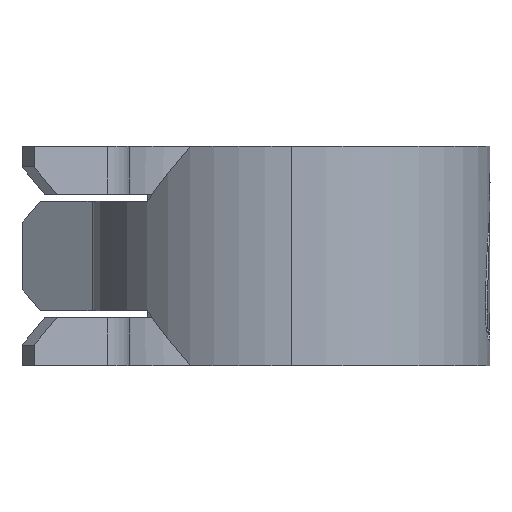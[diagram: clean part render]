
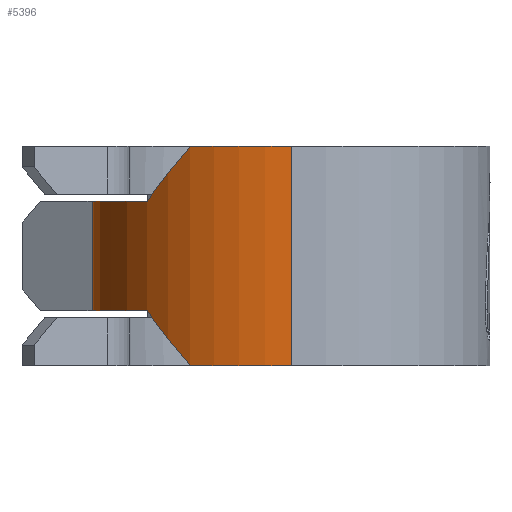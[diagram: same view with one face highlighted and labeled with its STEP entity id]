
A CAD part, left-side view. The second image highlights one B-rep face of the part: STEP entity #5396.
In plain terms, the highlighted cylindrical face has radius 7.25 mm (diameter 14.5 mm), a partial arc.
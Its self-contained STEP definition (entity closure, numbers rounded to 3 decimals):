
#52 = VERTEX_POINT ( 'NONE', #1543 ) ;
#97 = CARTESIAN_POINT ( 'NONE',  ( -5.482, 4.793, -2.678 ) ) ;
#222 = VERTEX_POINT ( 'NONE', #4210 ) ;
#247 = EDGE_CURVE ( 'NONE', #2015, #4145, #3063, .T. ) ;
#317 = VERTEX_POINT ( 'NONE', #5244 ) ;
#331 = DIRECTION ( 'NONE',  ( 1., 0., 0. ) ) ;
#399 = VECTOR ( 'NONE', #1829, 1000. ) ;
#412 = CARTESIAN_POINT ( 'NONE',  ( 2.586, 6.773, -2. ) ) ;
#599 = EDGE_CURVE ( 'NONE', #1405, #52, #2960, .T. ) ;
#650 = CARTESIAN_POINT ( 'NONE',  ( -7.25, 0., 4. ) ) ;
#814 = CARTESIAN_POINT ( 'NONE',  ( -5.482, 4.793, 2.678 ) ) ;
#1033 = CARTESIAN_POINT ( 'NONE',  ( 2.586, 6.773, 4. ) ) ;
#1256 = ORIENTED_EDGE ( 'NONE', *, *, #3627, .T. ) ;
#1309 = CARTESIAN_POINT ( 'NONE',  ( 0., 0., -2. ) ) ;
#1366 = AXIS2_PLACEMENT_3D ( 'NONE', #4931, #2355, #3632 ) ;
#1386 =( BOUNDED_CURVE ( )  B_SPLINE_CURVE ( 3, ( #1809, #2674, #814, #1707 ),
 .UNSPECIFIED., .F., .F. ) 
 B_SPLINE_CURVE_WITH_KNOTS ( ( 4, 4 ),
 ( 4.433, 4.712 ),
 .UNSPECIFIED. ) 
 CURVE ( )  GEOMETRIC_REPRESENTATION_ITEM ( )  RATIONAL_B_SPLINE_CURVE ( ( 1., 0.994, 0.994, 1. ) ) 
 REPRESENTATION_ITEM ( '' )  );
#1405 = VERTEX_POINT ( 'NONE', #1831 ) ;
#1443 = ORIENTED_EDGE ( 'NONE', *, *, #3869, .T. ) ;
#1543 = CARTESIAN_POINT ( 'NONE',  ( -7.25, 0., 4. ) ) ;
#1583 = CIRCLE ( 'NONE', #4382, 7.25 ) ;
#1701 = CARTESIAN_POINT ( 'NONE',  ( -4.991, 5.259, 2. ) ) ;
#1707 = CARTESIAN_POINT ( 'NONE',  ( -4.991, 5.259, 2. ) ) ;
#1733 = CARTESIAN_POINT ( 'NONE',  ( -5.904, 4.262, -3.349 ) ) ;
#1763 = CARTESIAN_POINT ( 'NONE',  ( -6.248, 3.678, -4. ) ) ;
#1777 = DIRECTION ( 'NONE',  ( 0., 0., -1. ) ) ;
#1809 = CARTESIAN_POINT ( 'NONE',  ( -6.248, 3.678, 4. ) ) ;
#1829 = DIRECTION ( 'NONE',  ( 0., 0., -1. ) ) ;
#1831 = CARTESIAN_POINT ( 'NONE',  ( -6.248, 3.678, 4. ) ) ;
#1899 = ORIENTED_EDGE ( 'NONE', *, *, #5157, .F. ) ;
#2006 = DIRECTION ( 'NONE',  ( 1., 0., 0. ) ) ;
#2015 = VERTEX_POINT ( 'NONE', #2161 ) ;
#2044 = DIRECTION ( 'NONE',  ( 0., 0., 1. ) ) ;
#2161 = CARTESIAN_POINT ( 'NONE',  ( 2.586, 6.773, 2. ) ) ;
#2280 = EDGE_CURVE ( 'NONE', #52, #2515, #4070, .T. ) ;
#2355 = DIRECTION ( 'NONE',  ( 0., 0., -1. ) ) ;
#2440 = DIRECTION ( 'NONE',  ( 1., 0., 0. ) ) ;
#2515 = VERTEX_POINT ( 'NONE', #2660 ) ;
#2518 = CIRCLE ( 'NONE', #4343, 7.25 ) ;
#2627 = CARTESIAN_POINT ( 'NONE',  ( -4.991, 5.259, -2. ) ) ;
#2660 = CARTESIAN_POINT ( 'NONE',  ( -7.25, 0., -4. ) ) ;
#2674 = CARTESIAN_POINT ( 'NONE',  ( -5.904, 4.262, 3.349 ) ) ;
#2762 = VERTEX_POINT ( 'NONE', #1701 ) ;
#2873 = AXIS2_PLACEMENT_3D ( 'NONE', #4638, #5034, #2006 ) ;
#2960 = CIRCLE ( 'NONE', #2873, 7.25 ) ;
#2967 = ORIENTED_EDGE ( 'NONE', *, *, #3294, .F. ) ;
#3063 = LINE ( 'NONE', #1033, #5131 ) ;
#3102 = AXIS2_PLACEMENT_3D ( 'NONE', #1309, #3616, #4304 ) ;
#3294 = EDGE_CURVE ( 'NONE', #317, #4145, #4289, .T. ) ;
#3348 = ORIENTED_EDGE ( 'NONE', *, *, #599, .F. ) ;
#3362 = ORIENTED_EDGE ( 'NONE', *, *, #247, .T. ) ;
#3582 = ORIENTED_EDGE ( 'NONE', *, *, #2280, .F. ) ;
#3616 = DIRECTION ( 'NONE',  ( 0., 0., -1. ) ) ;
#3627 = EDGE_CURVE ( 'NONE', #222, #2515, #1583, .T. ) ;
#3632 = DIRECTION ( 'NONE',  ( -1., 0., 0. ) ) ;
#3869 = EDGE_CURVE ( 'NONE', #317, #222, #3910, .T. ) ;
#3910 =( BOUNDED_CURVE ( )  B_SPLINE_CURVE ( 3, ( #2627, #97, #1733, #1763 ),
 .UNSPECIFIED., .F., .T. ) 
 B_SPLINE_CURVE_WITH_KNOTS ( ( 4, 4 ),
 ( 4.712, 4.992 ),
 .UNSPECIFIED. ) 
 CURVE ( )  GEOMETRIC_REPRESENTATION_ITEM ( )  RATIONAL_B_SPLINE_CURVE ( ( 1., 0.994, 0.994, 1. ) ) 
 REPRESENTATION_ITEM ( '' )  );
#4070 = LINE ( 'NONE', #650, #399 ) ;
#4074 = EDGE_CURVE ( 'NONE', #1405, #2762, #1386, .T. ) ;
#4145 = VERTEX_POINT ( 'NONE', #412 ) ;
#4210 = CARTESIAN_POINT ( 'NONE',  ( -6.248, 3.678, -4. ) ) ;
#4289 = CIRCLE ( 'NONE', #3102, 7.25 ) ;
#4304 = DIRECTION ( 'NONE',  ( -1., 0., 0. ) ) ;
#4343 = AXIS2_PLACEMENT_3D ( 'NONE', #5019, #2044, #331 ) ;
#4382 = AXIS2_PLACEMENT_3D ( 'NONE', #5426, #4514, #2440 ) ;
#4514 = DIRECTION ( 'NONE',  ( 0., 0., 1. ) ) ;
#4638 = CARTESIAN_POINT ( 'NONE',  ( 0., 0., 4. ) ) ;
#4668 = ORIENTED_EDGE ( 'NONE', *, *, #4074, .T. ) ;
#4875 = CYLINDRICAL_SURFACE ( 'NONE', #1366, 7.25 ) ;
#4931 = CARTESIAN_POINT ( 'NONE',  ( 0., 0., 4. ) ) ;
#5019 = CARTESIAN_POINT ( 'NONE',  ( 0., 0., 2. ) ) ;
#5034 = DIRECTION ( 'NONE',  ( 0., 0., 1. ) ) ;
#5131 = VECTOR ( 'NONE', #1777, 1000. ) ;
#5157 = EDGE_CURVE ( 'NONE', #2015, #2762, #2518, .T. ) ;
#5244 = CARTESIAN_POINT ( 'NONE',  ( -4.991, 5.259, -2. ) ) ;
#5303 = EDGE_LOOP ( 'NONE', ( #3582, #3348, #4668, #1899, #3362, #2967, #1443, #1256 ) ) ;
#5396 = ADVANCED_FACE ( 'NONE', ( #5419 ), #4875, .T. ) ;
#5419 = FACE_OUTER_BOUND ( 'NONE', #5303, .T. ) ;
#5426 = CARTESIAN_POINT ( 'NONE',  ( 0., 0., -4. ) ) ;
